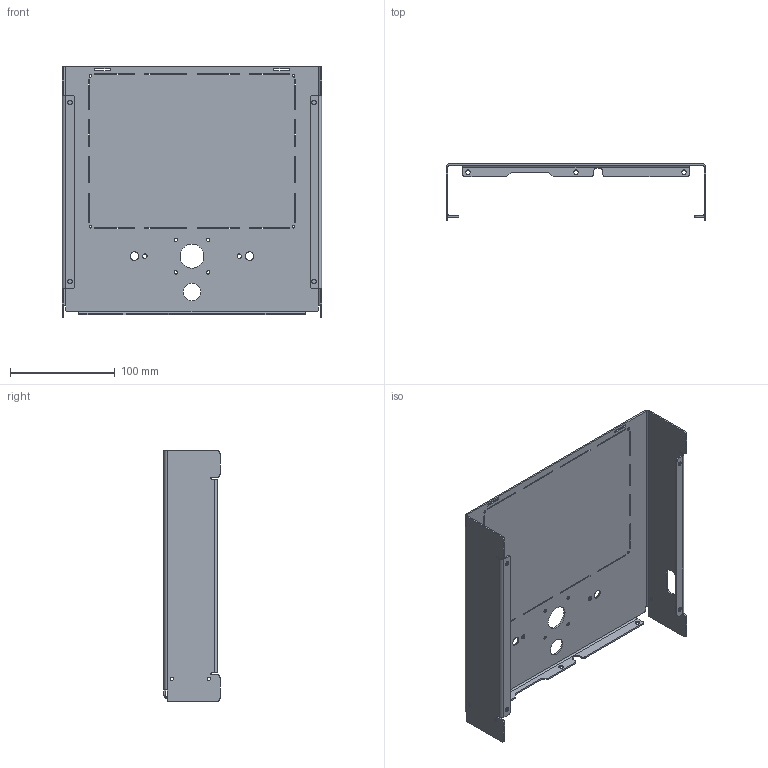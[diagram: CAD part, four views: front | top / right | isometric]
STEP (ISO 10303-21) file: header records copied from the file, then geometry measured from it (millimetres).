
FILE_DESCRIPTION(/* description */ (''),/* implementation_level */ '2;1');
FILE_NAME(/* name */ '02 Top Sheet Metal.step',/* time_stamp */ '2024-08-27T08:44:37-07:00',/* author */ (''),/* organization */ (''),/* preprocessor_version */ 'ST-DEVELOPER v20',/* originating_system */ 'Autodesk Translation Framework v12.14.0.127',/* authorisation */ '');
FILE_SCHEMA (('AUTOMOTIVE_DESIGN { 1 0 10303 214 3 1 1 }'));
Length unit declared in the file: millimetre
Products named in the file (2): 02 Top Sheet Metal; Component2
Assembly tree (1 placements, depth 2):
  02 Top Sheet Metal
    Component2
Bounding box: 247.44 x 53.5 x 239.55 mm (x, y, z)
Volume: 127888.2 mm3; surface area: 175099.9 mm2
Topology: 1 solids, 1 shells, 201 faces, 577 edges, 378 vertices
Faces by surface type: plane 136, cylinder 65
Full cylindrical faces by diameter (mm): 2.4 x4, 3.2 x8, 4.2 x9, 8.1 x2, 16.5 x1, 22.8 x1
Entity records: 6777 total; most frequent: CARTESIAN_POINT 1159, ORIENTED_EDGE 1154, DIRECTION 1115, EDGE_CURVE 577, LINE 447, VECTOR 447, VERTEX_POINT 378, AXIS2_PLACEMENT_3D 334
